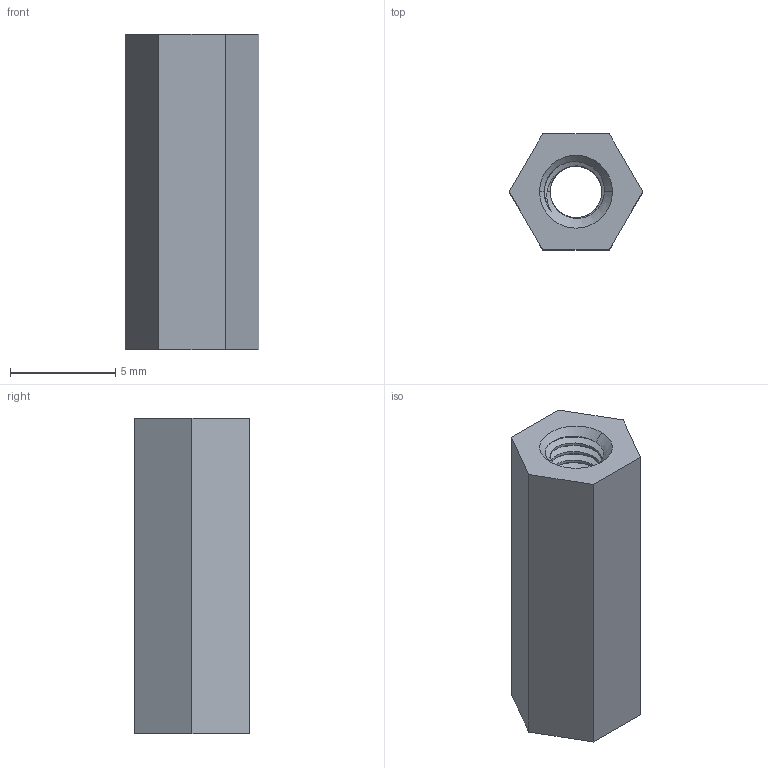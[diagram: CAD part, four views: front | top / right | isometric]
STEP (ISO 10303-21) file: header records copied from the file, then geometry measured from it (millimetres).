
FILE_DESCRIPTION (( 'STEP AP214' ), '1' );
FILE_NAME ('hex spacer standoff nut_M3 L15.STEP', '2023-09-24T03:52:49', ( '' ), ( '' ), 'SwSTEP 2.0', 'SolidWorks 2016', '' );
FILE_SCHEMA (( 'AUTOMOTIVE_DESIGN' ));
Length unit declared in the file: metre
Products named in the file (1): hex spacer standoff nut_M3 L15
Bounding box: 6.35 x 5.5 x 15 mm (x, y, z)
Volume: 305.2 mm3; surface area: 531 mm2
Topology: 1 solids, 1 shells, 75 faces, 279 edges, 206 vertices
Faces by surface type: cylinder 58, plane 8, cone 6, bspline 3
Entity records: 26020 total; most frequent: CARTESIAN_POINT 23953, ORIENTED_EDGE 558, EDGE_CURVE 279, DIRECTION 243, VERTEX_POINT 206, B_SPLINE_CURVE_WITH_KNOTS 189, LINE 81, AXIS2_PLACEMENT_3D 81
